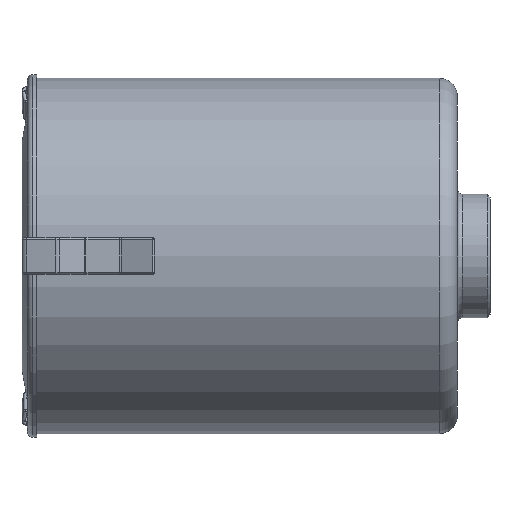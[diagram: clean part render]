
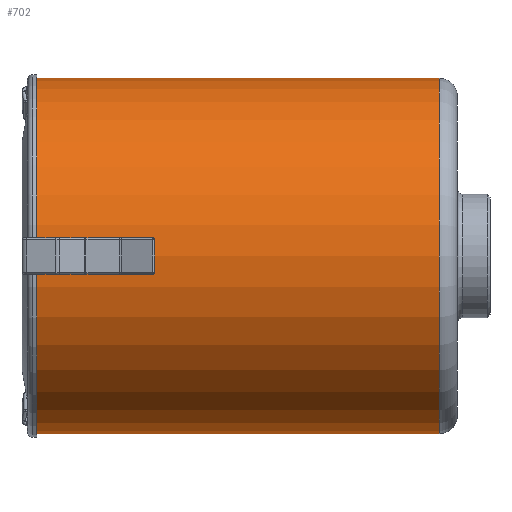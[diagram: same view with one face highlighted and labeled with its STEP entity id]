
A CAD part, left-side view. The second image highlights one B-rep face of the part: STEP entity #702.
In plain terms, the highlighted cylindrical face has radius 98 mm (diameter 196 mm), a partial arc.
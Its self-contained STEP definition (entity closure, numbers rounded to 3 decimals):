
#86=DIRECTION('',(0.,1.,0.));
#87=VECTOR('',#86,222.);
#88=CARTESIAN_POINT('',(0.,28.,-98.));
#89=LINE('',#88,#87);
#90=DIRECTION('',(0.,1.,0.));
#91=VECTOR('',#90,222.);
#92=CARTESIAN_POINT('',(0.,28.,98.));
#93=LINE('',#92,#91);
#94=CARTESIAN_POINT('',(0.,28.,0.));
#95=DIRECTION('',(0.,1.,0.));
#96=DIRECTION('',(0.,0.,-1.));
#97=AXIS2_PLACEMENT_3D('',#94,#95,#96);
#104=CARTESIAN_POINT('',(0.,250.,0.));
#105=DIRECTION('',(0.,1.,0.));
#106=DIRECTION('',(0.,0.,-1.));
#107=AXIS2_PLACEMENT_3D('',#104,#105,#106);
#516=CARTESIAN_POINT('',(0.,28.,-98.));
#517=CARTESIAN_POINT('',(0.,250.,-98.));
#518=VERTEX_POINT('',#516);
#519=VERTEX_POINT('',#517);
#528=CARTESIAN_POINT('',(0.,28.,98.));
#529=CARTESIAN_POINT('',(0.,250.,98.));
#530=VERTEX_POINT('',#528);
#531=VERTEX_POINT('',#529);
#690=CARTESIAN_POINT('',(0.,270.9,0.));
#691=DIRECTION('',(0.,-1.,0.));
#692=DIRECTION('',(0.,0.,1.));
#693=AXIS2_PLACEMENT_3D('',#690,#691,#692);
#694=CYLINDRICAL_SURFACE('',#693,98.);
#695=ORIENTED_EDGE('',*,*,#674,.T.);
#697=ORIENTED_EDGE('',*,*,#696,.T.);
#698=ORIENTED_EDGE('',*,*,#677,.F.);
#699=ORIENTED_EDGE('',*,*,#648,.F.);
#700=EDGE_LOOP('',(#695,#697,#698,#699));
#701=FACE_OUTER_BOUND('',#700,.F.);
#702=ADVANCED_FACE('',(#701),#694,.T.);
#98=CIRCLE('',#97,98.);
#108=CIRCLE('',#107,98.);
#648=EDGE_CURVE('',#518,#530,#98,.T.);
#674=EDGE_CURVE('',#518,#519,#89,.T.);
#677=EDGE_CURVE('',#530,#531,#93,.T.);
#696=EDGE_CURVE('',#519,#531,#108,.T.);
